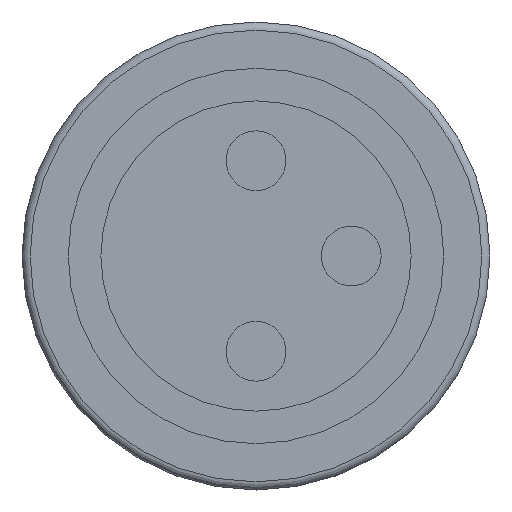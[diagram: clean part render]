
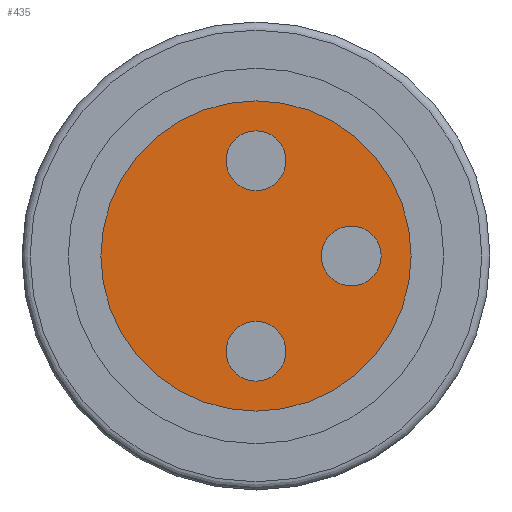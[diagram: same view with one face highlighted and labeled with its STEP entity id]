
A CAD part, front view. The second image highlights one B-rep face of the part: STEP entity #435.
In plain terms, the highlighted planar face has unit normal (0, -1, 0).
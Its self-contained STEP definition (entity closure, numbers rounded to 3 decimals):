
#214=FACE_BOUND('',#678,.T.);
#215=FACE_BOUND('',#679,.T.);
#216=FACE_BOUND('',#680,.T.);
#217=FACE_BOUND('',#681,.T.);
#300=CIRCLE('',#1750,0.55);
#301=CIRCLE('',#1752,0.55);
#302=CIRCLE('',#1754,0.55);
#303=CIRCLE('',#1756,2.85);
#435=ADVANCED_FACE('',(#214,#215,#216,#217),#480,.F.);
#480=PLANE('',#1757);
#678=EDGE_LOOP('',(#1074));
#679=EDGE_LOOP('',(#1075));
#680=EDGE_LOOP('',(#1076));
#681=EDGE_LOOP('',(#1077));
#1074=ORIENTED_EDGE('',*,*,#1420,.F.);
#1075=ORIENTED_EDGE('',*,*,#1419,.F.);
#1076=ORIENTED_EDGE('',*,*,#1418,.F.);
#1077=ORIENTED_EDGE('',*,*,#1421,.F.);
#1220=VERTEX_POINT('',#3508);
#1221=VERTEX_POINT('',#3511);
#1222=VERTEX_POINT('',#3514);
#1223=VERTEX_POINT('',#3517);
#1418=EDGE_CURVE('',#1220,#1220,#300,.T.);
#1419=EDGE_CURVE('',#1221,#1221,#301,.T.);
#1420=EDGE_CURVE('',#1222,#1222,#302,.T.);
#1421=EDGE_CURVE('',#1223,#1223,#303,.T.);
#1750=AXIS2_PLACEMENT_3D('',#3507,#2175,#2176);
#1752=AXIS2_PLACEMENT_3D('',#3510,#2179,#2180);
#1754=AXIS2_PLACEMENT_3D('',#3513,#2183,#2184);
#1756=AXIS2_PLACEMENT_3D('',#3516,#2187,#2188);
#1757=AXIS2_PLACEMENT_3D('',#3518,#2189,#2190);
#2175=DIRECTION('',(0.,-1.,0.));
#2176=DIRECTION('',(0.,0.,-1.));
#2179=DIRECTION('',(0.,-1.,0.));
#2180=DIRECTION('',(0.,0.,-1.));
#2183=DIRECTION('',(0.,-1.,0.));
#2184=DIRECTION('',(0.,0.,-1.));
#2187=DIRECTION('',(0.,1.,0.));
#2188=DIRECTION('',(1.,0.,0.));
#2189=DIRECTION('',(0.,1.,0.));
#2190=DIRECTION('',(-1.,0.,0.));
#3507=CARTESIAN_POINT('',(86.1,14.05,0.));
#3508=CARTESIAN_POINT('',(86.1,14.05,-0.55));
#3510=CARTESIAN_POINT('',(84.35,14.05,1.75));
#3511=CARTESIAN_POINT('',(84.35,14.05,1.2));
#3513=CARTESIAN_POINT('',(84.35,14.05,-1.75));
#3514=CARTESIAN_POINT('',(84.35,14.05,-2.3));
#3516=CARTESIAN_POINT('',(84.35,14.05,0.));
#3517=CARTESIAN_POINT('',(87.2,14.05,0.));
#3518=CARTESIAN_POINT('',(84.35,14.05,0.));
